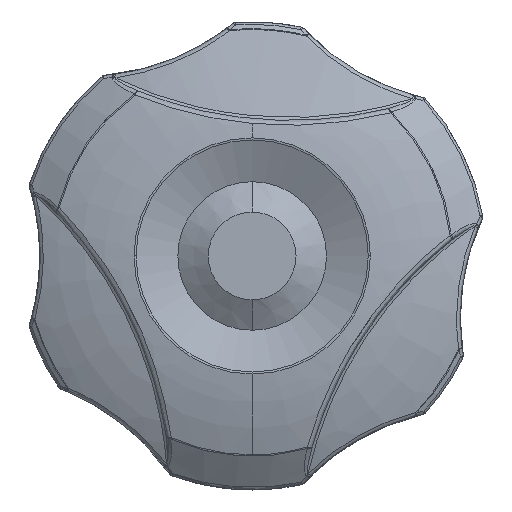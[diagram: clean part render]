
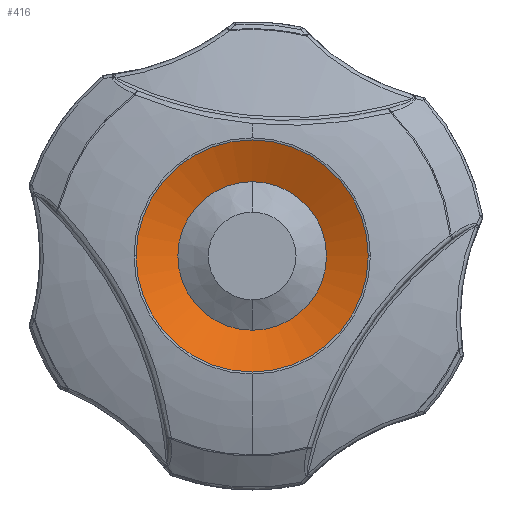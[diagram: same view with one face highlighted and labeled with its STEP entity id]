
A CAD part, left-side view. The second image highlights one B-rep face of the part: STEP entity #416.
In plain terms, the highlighted free-form (B-spline) face has degree [3, 3] with [4, 4] control points.
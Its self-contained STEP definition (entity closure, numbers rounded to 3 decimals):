
#416=ADVANCED_FACE('NONE',(#987,#988),#989,.F.);
#987=FACE_OUTER_BOUND('',#2238,.T.);
#988=FACE_BOUND('',#2239,.T.);
#989=(B_SPLINE_SURFACE(3,3,((#2241,#2242,#2243,#2244),(#2245,#2246,#2247,#2248),(#2249,#2250,#2251,#2252),(#2253,#2254,#2255,#2256)),.UNSPECIFIED.,.F.,.F.,.F.)B_SPLINE_SURFACE_WITH_KNOTS((4,4),(4,4),(0.01,0.992),(0.006,0.992),.UNSPECIFIED.)RATIONAL_B_SPLINE_SURFACE(((0.996,0.919,0.919,0.996),(0.92,0.848,0.848,0.919),(0.92,0.849,0.848,0.919),(0.997,0.92,0.92,0.996)))BOUNDED_SURFACE()REPRESENTATION_ITEM('')GEOMETRIC_REPRESENTATION_ITEM()SURFACE());
#2238=EDGE_LOOP('',(#6399,#6400));
#2239=EDGE_LOOP('',(#6401,#6402));
#2241=CARTESIAN_POINT('',(-23.742,-8.777,9.927));
#2242=CARTESIAN_POINT('',(-20.78,-3.171,9.927));
#2243=CARTESIAN_POINT('',(-20.779,3.17,9.927));
#2244=CARTESIAN_POINT('',(-23.742,8.777,9.927));
#2245=CARTESIAN_POINT('',(-20.779,-10.343,3.585));
#2246=CARTESIAN_POINT('',(-17.289,-3.737,3.585));
#2247=CARTESIAN_POINT('',(-17.288,3.735,3.585));
#2248=CARTESIAN_POINT('',(-20.779,10.343,3.585));
#2249=CARTESIAN_POINT('',(-20.78,-10.342,-3.587));
#2250=CARTESIAN_POINT('',(-17.289,-3.737,-3.587));
#2251=CARTESIAN_POINT('',(-17.289,3.735,-3.587));
#2252=CARTESIAN_POINT('',(-20.78,10.342,-3.587));
#2253=CARTESIAN_POINT('',(-23.742,-8.777,-9.927));
#2254=CARTESIAN_POINT('',(-20.78,-3.171,-9.927));
#2255=CARTESIAN_POINT('',(-20.779,3.17,-9.927));
#2256=CARTESIAN_POINT('',(-23.742,8.777,-9.927));
#6399=ORIENTED_EDGE('',*,*,#7684,.F.);
#6400=ORIENTED_EDGE('',*,*,#7465,.F.);
#6401=ORIENTED_EDGE('',*,*,#7534,.F.);
#6402=ORIENTED_EDGE('',*,*,#7680,.F.);
#7465=EDGE_CURVE('NONE',#8302,#8304,#8305,.T.);
#7534=EDGE_CURVE('NONE',#8412,#8413,#8414,.T.);
#7680=EDGE_CURVE('NONE',#8413,#8412,#8622,.T.);
#7684=EDGE_CURVE('NONE',#8304,#8302,#8626,.T.);
#8302=VERTEX_POINT('NONE',#9622);
#8304=VERTEX_POINT('NONE',#9624);
#8305=CIRCLE('',#9625,9.918);
#8412=VERTEX_POINT('NONE',#9946);
#8413=VERTEX_POINT('NONE',#9947);
#8414=CIRCLE('',#9948,6.35);
#8622=CIRCLE('',#10500,6.35);
#8626=CIRCLE('',#10514,9.918);
#9622=CARTESIAN_POINT('',(-21.561,9.918,0.));
#9624=CARTESIAN_POINT('',(-21.561,-9.918,0.));
#9625=AXIS2_PLACEMENT_3D('',#12800,#12801,#12802);
#9946=CARTESIAN_POINT('',(-20.075,0.0,6.35));
#9947=CARTESIAN_POINT('',(-20.075,0.,-6.35));
#9948=AXIS2_PLACEMENT_3D('',#12913,#12914,#12915);
#10500=AXIS2_PLACEMENT_3D('',#13024,#13025,#13026);
#10514=AXIS2_PLACEMENT_3D('',#13027,#13028,#13029);
#12800=CARTESIAN_POINT('',(-21.561,0.,0.));
#12801=DIRECTION('',(1.0,0.0,0.));
#12802=DIRECTION('',(0.0,-1.0,0.0));
#12913=CARTESIAN_POINT('',(-20.075,0.0,0.0));
#12914=DIRECTION('',(-1.0,0.0,0.0));
#12915=DIRECTION('',(0.0,0.0,1.0));
#13024=CARTESIAN_POINT('',(-20.075,0.0,0.0));
#13025=DIRECTION('',(-1.0,0.0,0.0));
#13026=DIRECTION('',(0.0,0.0,1.0));
#13027=CARTESIAN_POINT('',(-21.561,0.,0.));
#13028=DIRECTION('',(1.0,0.0,0.));
#13029=DIRECTION('',(0.0,-1.0,0.0));
